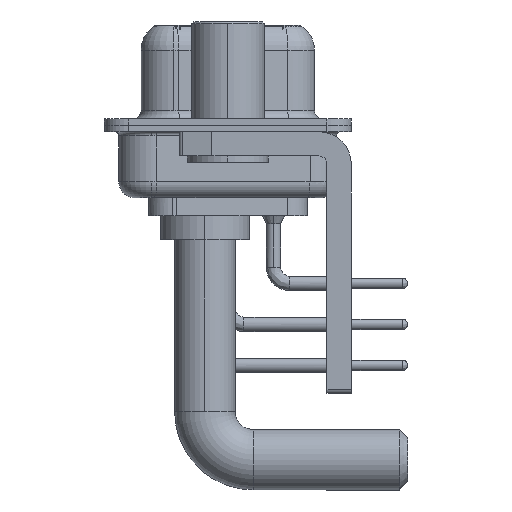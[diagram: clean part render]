
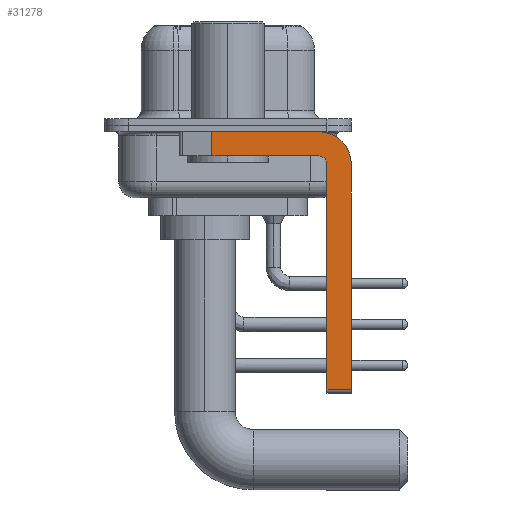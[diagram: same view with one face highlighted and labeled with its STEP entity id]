
A CAD part, left-side view. The second image highlights one B-rep face of the part: STEP entity #31278.
In plain terms, the highlighted planar face has unit normal (-1, 0, 0).
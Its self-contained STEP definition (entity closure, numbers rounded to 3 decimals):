
#1209 = ORIENTED_EDGE ( 'NONE', *, *, #17076, .F. ) ;
#2249 = CARTESIAN_POINT ( 'NONE',  ( -2.9, -6.15, -2.4 ) ) ;
#2534 = VERTEX_POINT ( 'NONE', #12358 ) ;
#2900 = CARTESIAN_POINT ( 'NONE',  ( -2.9, -5.65, -2.4 ) ) ;
#3324 = EDGE_CURVE ( 'NONE', #10754, #2534, #29573, .T. ) ;
#3416 = VECTOR ( 'NONE', #8432, 1000. ) ;
#5204 = CARTESIAN_POINT ( 'NONE',  ( -2.9, -7.65, -2.4 ) ) ;
#5469 = FACE_OUTER_BOUND ( 'NONE', #8508, .T. ) ;
#5821 = CARTESIAN_POINT ( 'NONE',  ( -2.9, -5.65, -2.4 ) ) ;
#6159 = LINE ( 'NONE', #26304, #27845 ) ;
#6594 = VECTOR ( 'NONE', #19302, 1000. ) ;
#6645 = AXIS2_PLACEMENT_3D ( 'NONE', #29982, #15118, #22900 ) ;
#7926 = EDGE_CURVE ( 'NONE', #2534, #21508, #6159, .T. ) ;
#8432 = DIRECTION ( 'NONE',  ( 0., -1., 0. ) ) ;
#8508 = EDGE_LOOP ( 'NONE', ( #1209, #29458, #14482, #23622, #21271, #11589, #20017, #17353 ) ) ;
#10754 = VERTEX_POINT ( 'NONE', #2249 ) ;
#11509 = CARTESIAN_POINT ( 'NONE',  ( -2.9, -6.15, -16.35 ) ) ;
#11589 = ORIENTED_EDGE ( 'NONE', *, *, #27119, .T. ) ;
#11595 = CARTESIAN_POINT ( 'NONE',  ( -2.9, 0.978, -1.9 ) ) ;
#11961 = CARTESIAN_POINT ( 'NONE',  ( -2.9, -5.65, -0.4 ) ) ;
#12248 = VERTEX_POINT ( 'NONE', #11961 ) ;
#12358 = CARTESIAN_POINT ( 'NONE',  ( -2.9, -5.65, -1.9 ) ) ;
#12390 = PLANE ( 'NONE',  #6645 ) ;
#12564 = DIRECTION ( 'NONE',  ( 0., 0., -1. ) ) ;
#12717 = DIRECTION ( 'NONE',  ( -1., 0., 0. ) ) ;
#12736 = DIRECTION ( 'NONE',  ( 0., 0., -1. ) ) ;
#13089 = DIRECTION ( 'NONE',  ( 0., -1., 0. ) ) ;
#14482 = ORIENTED_EDGE ( 'NONE', *, *, #7926, .F. ) ;
#14760 = VECTOR ( 'NONE', #13089, 1000. ) ;
#14762 = CARTESIAN_POINT ( 'NONE',  ( -2.9, -6.15, -16.6 ) ) ;
#15022 = VERTEX_POINT ( 'NONE', #5204 ) ;
#15118 = DIRECTION ( 'NONE',  ( 1., 0., 0. ) ) ;
#15677 = AXIS2_PLACEMENT_3D ( 'NONE', #2900, #12717, #24833 ) ;
#15987 = LINE ( 'NONE', #18718, #3416 ) ;
#17076 = EDGE_CURVE ( 'NONE', #24696, #12248, #25358, .T. ) ;
#17353 = ORIENTED_EDGE ( 'NONE', *, *, #26145, .F. ) ;
#17915 = EDGE_CURVE ( 'NONE', #26916, #10754, #24620, .T. ) ;
#18212 = VERTEX_POINT ( 'NONE', #21217 ) ;
#18264 = CIRCLE ( 'NONE', #19791, 2. ) ;
#18689 = EDGE_CURVE ( 'NONE', #24696, #21508, #23150, .T. ) ;
#18708 = DIRECTION ( 'NONE',  ( 0., 1., 0. ) ) ;
#18718 = CARTESIAN_POINT ( 'NONE',  ( -2.9, -5.65, -16.35 ) ) ;
#19302 = DIRECTION ( 'NONE',  ( 0., 0., 1. ) ) ;
#19501 = DIRECTION ( 'NONE',  ( 0., 0., -1. ) ) ;
#19791 = AXIS2_PLACEMENT_3D ( 'NONE', #5821, #20147, #12564 ) ;
#19969 = CARTESIAN_POINT ( 'NONE',  ( -2.9, 0.978, -0.4 ) ) ;
#20017 = ORIENTED_EDGE ( 'NONE', *, *, #21073, .F. ) ;
#20147 = DIRECTION ( 'NONE',  ( 1., 0., 0. ) ) ;
#21073 = EDGE_CURVE ( 'NONE', #15022, #18212, #22769, .T. ) ;
#21217 = CARTESIAN_POINT ( 'NONE',  ( -2.9, -7.65, -16.35 ) ) ;
#21271 = ORIENTED_EDGE ( 'NONE', *, *, #17915, .F. ) ;
#21508 = VERTEX_POINT ( 'NONE', #11595 ) ;
#22769 = LINE ( 'NONE', #27758, #24722 ) ;
#22900 = DIRECTION ( 'NONE',  ( 0., 0., -1. ) ) ;
#23150 = LINE ( 'NONE', #27084, #23571 ) ;
#23571 = VECTOR ( 'NONE', #19501, 1000. ) ;
#23622 = ORIENTED_EDGE ( 'NONE', *, *, #3324, .F. ) ;
#24620 = LINE ( 'NONE', #14762, #6594 ) ;
#24696 = VERTEX_POINT ( 'NONE', #19969 ) ;
#24722 = VECTOR ( 'NONE', #12736, 1000. ) ;
#24833 = DIRECTION ( 'NONE',  ( 0., 0., 1. ) ) ;
#25358 = LINE ( 'NONE', #27446, #14760 ) ;
#26145 = EDGE_CURVE ( 'NONE', #12248, #15022, #18264, .T. ) ;
#26304 = CARTESIAN_POINT ( 'NONE',  ( -2.9, -5.65, -1.9 ) ) ;
#26916 = VERTEX_POINT ( 'NONE', #11509 ) ;
#27084 = CARTESIAN_POINT ( 'NONE',  ( -2.9, 0.978, -1.9 ) ) ;
#27119 = EDGE_CURVE ( 'NONE', #26916, #18212, #15987, .T. ) ;
#27446 = CARTESIAN_POINT ( 'NONE',  ( -2.9, 3., -0.4 ) ) ;
#27758 = CARTESIAN_POINT ( 'NONE',  ( -2.9, -7.65, -2.4 ) ) ;
#27845 = VECTOR ( 'NONE', #18708, 1000. ) ;
#29458 = ORIENTED_EDGE ( 'NONE', *, *, #18689, .T. ) ;
#29573 = CIRCLE ( 'NONE', #15677, 0.5 ) ;
#29982 = CARTESIAN_POINT ( 'NONE',  ( -2.9, -5.65, -2.4 ) ) ;
#31278 = ADVANCED_FACE ( 'NONE', ( #5469 ), #12390, .F. ) ;
